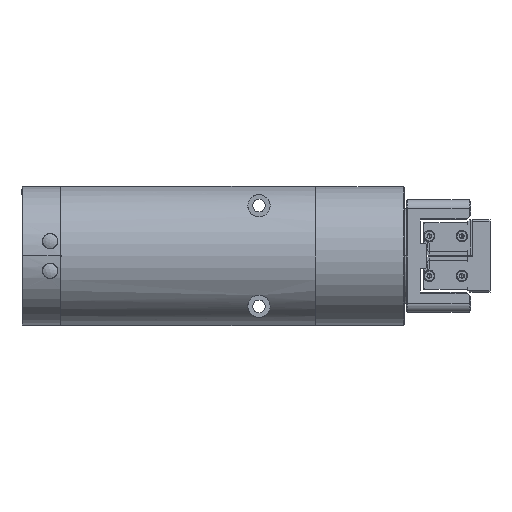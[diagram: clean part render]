
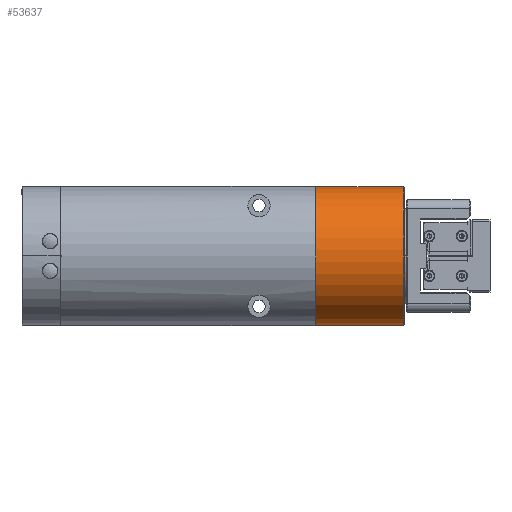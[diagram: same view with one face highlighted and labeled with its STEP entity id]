
A CAD part, left-side view. The second image highlights one B-rep face of the part: STEP entity #53637.
In plain terms, the highlighted cylindrical face has radius 23.5 mm (diameter 47 mm), a partial arc.
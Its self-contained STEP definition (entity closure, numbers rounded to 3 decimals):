
#1614 = CIRCLE ( 'NONE', #15414, 23.5 ) ;
#2283 = ORIENTED_EDGE ( 'NONE', *, *, #47909, .F. ) ;
#7535 = CARTESIAN_POINT ( 'NONE',  ( -23.408, -12.131, 75.4 ) ) ;
#7653 = VERTEX_POINT ( 'NONE', #16535 ) ;
#8205 = DIRECTION ( 'NONE',  ( 0., 1., 0. ) ) ;
#8544 = DIRECTION ( 'NONE',  ( 0., 0., -1. ) ) ;
#8916 = LINE ( 'NONE', #29368, #20496 ) ;
#10122 = CARTESIAN_POINT ( 'NONE',  ( -23.408, 17.669, 75.4 ) ) ;
#11150 = VERTEX_POINT ( 'NONE', #23496 ) ;
#13308 = EDGE_CURVE ( 'NONE', #11150, #58804, #8916, .T. ) ;
#13746 = CARTESIAN_POINT ( 'NONE',  ( -25.573, 17.669, 52. ) ) ;
#13977 = DIRECTION ( 'NONE',  ( 0., 0., -1. ) ) ;
#15320 = LINE ( 'NONE', #13746, #25202 ) ;
#15414 = AXIS2_PLACEMENT_3D ( 'NONE', #66296, #50864, #13977 ) ;
#16535 = CARTESIAN_POINT ( 'NONE',  ( -25.573, 17.569, 52. ) ) ;
#18918 = ORIENTED_EDGE ( 'NONE', *, *, #13308, .T. ) ;
#20443 = CARTESIAN_POINT ( 'NONE',  ( -25.573, 17.569, 98.8 ) ) ;
#20496 = VECTOR ( 'NONE', #44393, 1000. ) ;
#22148 = AXIS2_PLACEMENT_3D ( 'NONE', #7535, #8205, #8544 ) ;
#22298 = CARTESIAN_POINT ( 'NONE',  ( -25.573, -12.131, 52. ) ) ;
#23496 = CARTESIAN_POINT ( 'NONE',  ( -25.573, -12.131, 98.8 ) ) ;
#25202 = VECTOR ( 'NONE', #61935, 1000. ) ;
#28239 = AXIS2_PLACEMENT_3D ( 'NONE', #10122, #50649, #60361 ) ;
#29368 = CARTESIAN_POINT ( 'NONE',  ( -25.573, 17.669, 98.8 ) ) ;
#29879 = CYLINDRICAL_SURFACE ( 'NONE', #28239, 23.5 ) ;
#37167 = CIRCLE ( 'NONE', #22148, 23.5 ) ;
#42254 = ORIENTED_EDGE ( 'NONE', *, *, #56933, .T. ) ;
#44393 = DIRECTION ( 'NONE',  ( 0., 1., 0. ) ) ;
#46232 = EDGE_LOOP ( 'NONE', ( #18918, #2283, #42254, #66285 ) ) ;
#47909 = EDGE_CURVE ( 'NONE', #7653, #58804, #1614, .T. ) ;
#50649 = DIRECTION ( 'NONE',  ( 0., -1., 0. ) ) ;
#50864 = DIRECTION ( 'NONE',  ( 0., 1., 0. ) ) ;
#52165 = EDGE_CURVE ( 'NONE', #65340, #11150, #37167, .T. ) ;
#53637 = ADVANCED_FACE ( 'NONE', ( #54696 ), #29879, .T. ) ;
#54696 = FACE_OUTER_BOUND ( 'NONE', #46232, .T. ) ;
#56933 = EDGE_CURVE ( 'NONE', #7653, #65340, #15320, .T. ) ;
#58804 = VERTEX_POINT ( 'NONE', #20443 ) ;
#60361 = DIRECTION ( 'NONE',  ( 0., 0., -1. ) ) ;
#61935 = DIRECTION ( 'NONE',  ( 0., -1., 0. ) ) ;
#65340 = VERTEX_POINT ( 'NONE', #22298 ) ;
#66285 = ORIENTED_EDGE ( 'NONE', *, *, #52165, .T. ) ;
#66296 = CARTESIAN_POINT ( 'NONE',  ( -23.408, 17.569, 75.4 ) ) ;
